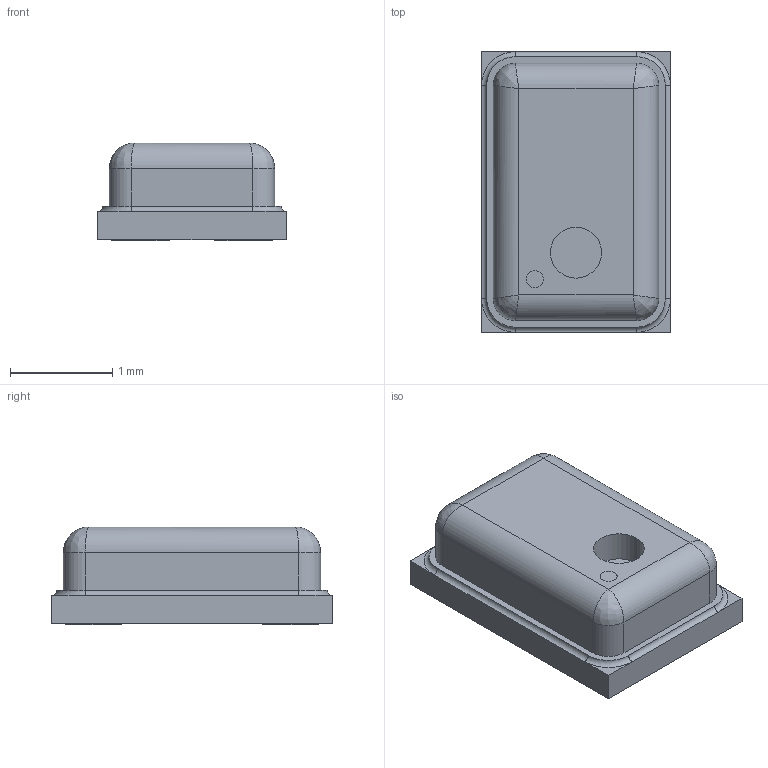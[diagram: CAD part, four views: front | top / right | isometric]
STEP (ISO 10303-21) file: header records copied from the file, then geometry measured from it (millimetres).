
FILE_DESCRIPTION (( 'STEP AP214' ), '1' );
FILE_NAME ('cccsdg.STEP', '2022-05-30T13:12:13', ( '' ), ( '' ), 'SwSTEP 2.0', 'SolidWorks 2018', '' );
FILE_SCHEMA (( 'AUTOMOTIVE_DESIGN' ));
Length unit declared in the file: millimetre
Products named in the file (5): SOLID.step; 3D_PCB1_2022-05-30.step; MIC2.step; cccsdg; MIC-SMD_4P-L2.8-W1.9_S15OT421-005.step
Assembly tree (4 placements, depth 5):
  cccsdg
    3D_PCB1_2022-05-30.step
      MIC2.step
        MIC-SMD_4P-L2.8-W1.9_S15OT421-005.step
          SOLID.step
Bounding box: 1.85 x 2.75 x 0.96 mm (x, y, z)
Volume: 4 mm3; surface area: 18.2 mm2
Topology: 1 solids, 1 shells, 120 faces, 296 edges, 188 vertices
Faces by surface type: plane 82, bspline 18, cylinder 16, torus 4
Entity records: 5124 total; most frequent: CARTESIAN_POINT 1612, ORIENTED_EDGE 584, DIRECTION 512, EDGE_CURVE 292, LINE 224, VECTOR 224, VERTEX_POINT 188, AXIS2_PLACEMENT_3D 144
